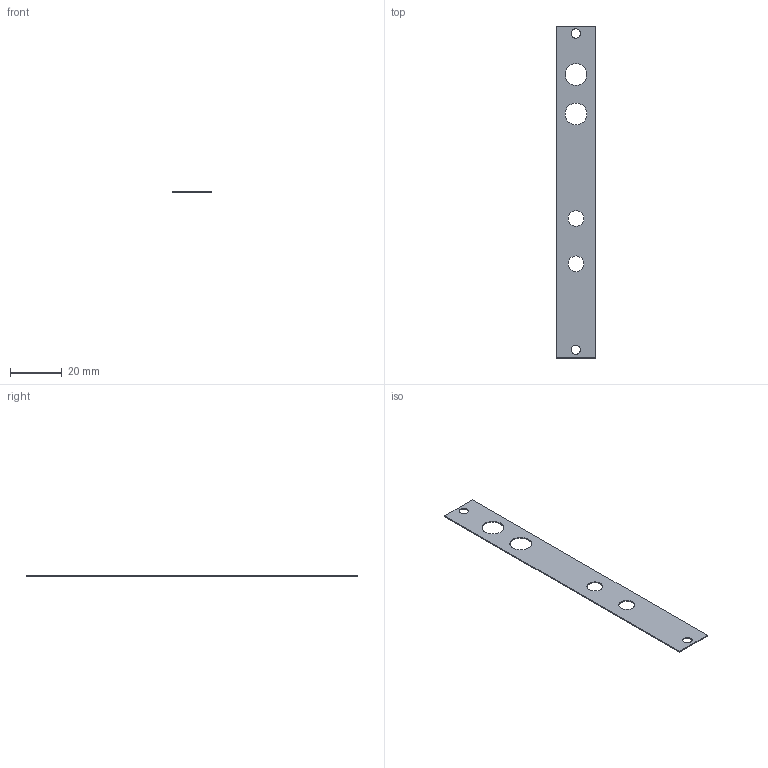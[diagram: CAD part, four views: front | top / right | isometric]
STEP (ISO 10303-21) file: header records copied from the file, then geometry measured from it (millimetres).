
FILE_DESCRIPTION(('Open CASCADE Model'),'2;1');
FILE_NAME('Open CASCADE Shape Model','2017-01-29T16:42:06',('Author'),( 'Open CASCADE'),'Open CASCADE STEP processor 6.8','Open CASCADE 6.8' ,'Unknown');
FILE_SCHEMA(('AUTOMOTIVE_DESIGN_CC2 { 1 2 10303 214 -1 1 5 4 }'));
Length unit declared in the file: millimetre
Products named in the file (2): PCB; Board
Assembly tree (1 placements, depth 2):
  PCB
    Board
Bounding box: 15.24 x 128.52 x 0.41 mm (x, y, z)
Volume: 728.1 mm3; surface area: 3703.8 mm2
Topology: 1 solids, 1 shells, 143 faces, 423 edges, 282 vertices
Faces by surface type: plane 140, cylinder 3
Full cylindrical faces by diameter (mm): 3.6 x1, 6.1 x2
Entity records: 10263 total; most frequent: CARTESIAN_POINT 1732, DIRECTION 1559, LINE 1257, VECTOR 1257, ORIENTED_EDGE 846, PCURVE 846, DEFINITIONAL_REPRESENTATION 846, EDGE_CURVE 423
